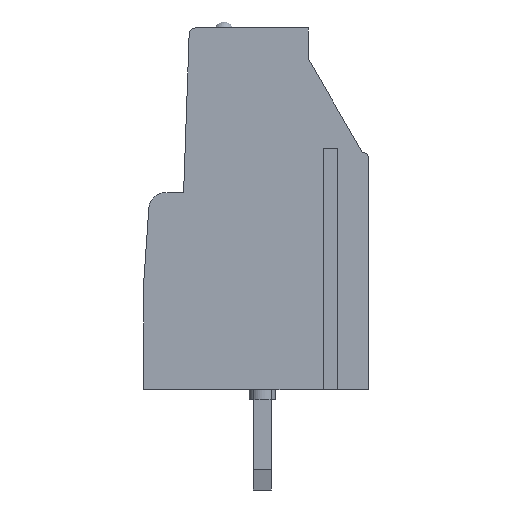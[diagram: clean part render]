
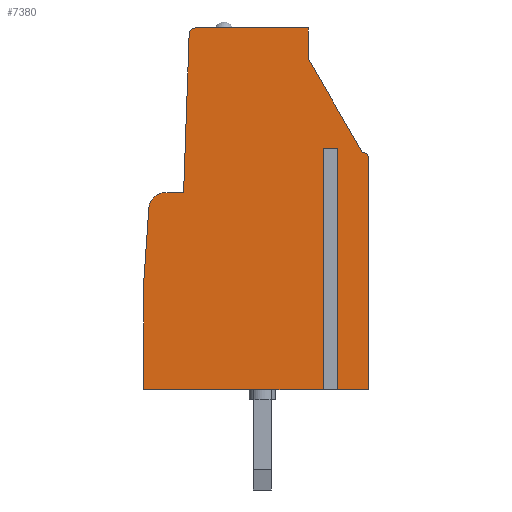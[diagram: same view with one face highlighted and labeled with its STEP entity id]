
A CAD part, left-side view. The second image highlights one B-rep face of the part: STEP entity #7380.
In plain terms, the highlighted face is planar.
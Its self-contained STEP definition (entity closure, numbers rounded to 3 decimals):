
#100=CARTESIAN_POINT('',(-36.604,87.486,
-2.46));
#110=VERTEX_POINT('',#100);
#160=CARTESIAN_POINT('',(-36.19,87.486,-2.46));
#170=DIRECTION('',(-1.,0.,0.));
#180=VECTOR('',#170,1.);
#190=LINE('',#160,#180);
#200=CARTESIAN_POINT('',(-36.19,87.486,-2.46));
#210=VERTEX_POINT('',#200);
#220=EDGE_CURVE('',#210,#110,#190,.T.);
#1230=CARTESIAN_POINT('',(-36.604,75.486,-2.46));
#1240=DIRECTION('',(-1.,0.,0.));
#1250=VECTOR('',#1240,1.);
#1260=LINE('',#1230,#1250);
#1270=CARTESIAN_POINT('',(-36.604,75.486,
-2.46));
#1280=VERTEX_POINT('',#1270);
#1290=CARTESIAN_POINT('',(-45.697,75.486,-2.46));
#1300=VERTEX_POINT('',#1290);
#1310=EDGE_CURVE('',#1280,#1300,#1260,.T.);
#1760=CARTESIAN_POINT('',(-36.19,75.486,
-2.46));
#1770=VERTEX_POINT('',#1760);
#1800=CARTESIAN_POINT('',(-34.497,75.486,-2.46));
#1810=DIRECTION('',(-1.,0.,0.));
#1820=VECTOR('',#1810,1.);
#1830=LINE('',#1800,#1820);
#1840=CARTESIAN_POINT('',(-34.497,75.486,
-2.46));
#1850=VERTEX_POINT('',#1840);
#1860=EDGE_CURVE('',#1850,#1770,#1830,.T.);
#3690=CARTESIAN_POINT('',(-45.697,80.656,-2.46));
#3700=VERTEX_POINT('',#3690);
#3730=CARTESIAN_POINT('',(-45.697,75.486,-2.46));
#3740=DIRECTION('',(0.,1.,0.));
#3750=VECTOR('',#3740,1.);
#3760=LINE('',#3730,#3750);
#3770=EDGE_CURVE('',#1300,#3700,#3760,.T.);
#5910=CARTESIAN_POINT('',(-43.125,93.486,-2.46));
#5920=VERTEX_POINT('',#5910);
#5950=CARTESIAN_POINT('',(-43.125,93.186,-2.46));
#5960=DIRECTION('',(0.,0.,1.));
#5970=DIRECTION('',(0.,1.,0.));
#5980=AXIS2_PLACEMENT_3D('',#5950,#5960,#5970);
#5990=CIRCLE('',#5980,0.3);
#6000=CARTESIAN_POINT('',(-43.425,93.196,-2.46));
#6010=VERTEX_POINT('',#6000);
#6020=EDGE_CURVE('',#5920,#6010,#5990,.T.);
#6250=CARTESIAN_POINT('',(-43.425,93.196,-2.46));
#6260=DIRECTION('',(-0.035,-0.999,0.));
#6270=VECTOR('',#6260,1.);
#6280=LINE('',#6250,#6270);
#6290=CARTESIAN_POINT('',(-43.701,85.286,-2.46));
#6300=VERTEX_POINT('',#6290);
#6310=EDGE_CURVE('',#6010,#6300,#6280,.T.);
#6510=CARTESIAN_POINT('',(-79.995,0.,-2.46));
#6520=DIRECTION('',(0.,0.,-1.));
#6530=DIRECTION('',(-1.,0.,0.));
#6540=AXIS2_PLACEMENT_3D('',#6510,#6520,#6530);
#6550=PLANE('',#6540);
#6560=ORIENTED_EDGE('',*,*,#6020,.T.);
#6570=CARTESIAN_POINT('',(-37.497,93.486,
-2.46));
#6580=DIRECTION('',(-1.,0.,0.));
#6590=VECTOR('',#6580,1.);
#6600=LINE('',#6570,#6590);
#6610=CARTESIAN_POINT('',(-37.497,93.486,
-2.46));
#6620=VERTEX_POINT('',#6610);
#6630=EDGE_CURVE('',#6620,#5920,#6600,.T.);
#6640=ORIENTED_EDGE('',*,*,#6630,.T.);
#6650=CARTESIAN_POINT('',(-37.497,91.962,
-2.46));
#6660=DIRECTION('',(0.,1.,0.));
#6670=VECTOR('',#6660,1.);
#6680=LINE('',#6650,#6670);
#6690=CARTESIAN_POINT('',(-37.497,91.962,
-2.46));
#6700=VERTEX_POINT('',#6690);
#6710=EDGE_CURVE('',#6700,#6620,#6680,.T.);
#6720=ORIENTED_EDGE('',*,*,#6710,.T.);
#6730=CARTESIAN_POINT('',(-34.797,87.286,
-2.46));
#6740=DIRECTION('',(-0.5,0.866,0.));
#6750=VECTOR('',#6740,1.);
#6760=LINE('',#6730,#6750);
#6770=CARTESIAN_POINT('',(-34.797,87.286,
-2.46));
#6780=VERTEX_POINT('',#6770);
#6790=EDGE_CURVE('',#6780,#6700,#6760,.T.);
#6800=ORIENTED_EDGE('',*,*,#6790,.T.);
#6810=CARTESIAN_POINT('',(-34.797,86.986,-2.46));
#6820=DIRECTION('',(0.,0.,1.));
#6830=DIRECTION('',(1.,0.,0.));
#6840=AXIS2_PLACEMENT_3D('',#6810,#6820,#6830);
#6850=CIRCLE('',#6840,0.3);
#6860=CARTESIAN_POINT('',(-34.497,86.986,
-2.46));
#6870=VERTEX_POINT('',#6860);
#6880=EDGE_CURVE('',#6870,#6780,#6850,.T.);
#6890=ORIENTED_EDGE('',*,*,#6880,.T.);
#6900=CARTESIAN_POINT('',(-34.497,75.486,
-2.46));
#6910=DIRECTION('',(0.,1.,0.));
#6920=VECTOR('',#6910,1.);
#6930=LINE('',#6900,#6920);
#6940=EDGE_CURVE('',#1850,#6870,#6930,.T.);
#6950=ORIENTED_EDGE('',*,*,#6940,.T.);
#6960=ORIENTED_EDGE('',*,*,#1860,.F.);
#6970=CARTESIAN_POINT('',(-36.19,75.486,-2.46));
#6980=DIRECTION('',(0.,1.,0.));
#6990=VECTOR('',#6980,1.);
#7000=LINE('',#6970,#6990);
#7010=EDGE_CURVE('',#1770,#210,#7000,.T.);
#7020=ORIENTED_EDGE('',*,*,#7010,.F.);
#7030=ORIENTED_EDGE('',*,*,#220,.F.);
#7040=CARTESIAN_POINT('',(-36.604,75.486,
-2.46));
#7050=DIRECTION('',(0.,1.,0.));
#7060=VECTOR('',#7050,1.);
#7070=LINE('',#7040,#7060);
#7080=EDGE_CURVE('',#1280,#110,#7070,.T.);
#7090=ORIENTED_EDGE('',*,*,#7080,.T.);
#7100=ORIENTED_EDGE('',*,*,#1310,.F.);
#7110=ORIENTED_EDGE('',*,*,#3770,.F.);
#7120=CARTESIAN_POINT('',(-45.429,84.541,-2.46));
#7130=DIRECTION('',(-0.069,-0.998,
0.));
#7140=VECTOR('',#7130,1.);
#7150=LINE('',#7120,#7140);
#7160=CARTESIAN_POINT('',(-45.429,84.541,-2.46));
#7170=VERTEX_POINT('',#7160);
#7180=EDGE_CURVE('',#7170,#3700,#7150,.T.);
#7190=ORIENTED_EDGE('',*,*,#7180,.T.);
#7200=CARTESIAN_POINT('',(-44.631,84.486,-2.46));
#7210=DIRECTION('',(0.,0.,1.));
#7220=DIRECTION('',(0.,1.,0.));
#7230=AXIS2_PLACEMENT_3D('',#7200,#7210,#7220);
#7240=CIRCLE('',#7230,0.8);
#7250=CARTESIAN_POINT('',(-44.631,85.286,-2.46));
#7260=VERTEX_POINT('',#7250);
#7270=EDGE_CURVE('',#7260,#7170,#7240,.T.);
#7280=ORIENTED_EDGE('',*,*,#7270,.T.);
#7290=CARTESIAN_POINT('',(-44.631,85.286,-2.46));
#7300=DIRECTION('',(1.,0.,0.));
#7310=VECTOR('',#7300,1.);
#7320=LINE('',#7290,#7310);
#7330=EDGE_CURVE('',#7260,#6300,#7320,.T.);
#7340=ORIENTED_EDGE('',*,*,#7330,.F.);
#7350=ORIENTED_EDGE('',*,*,#6310,.T.);
#7360=EDGE_LOOP('',(#7350,#7340,#7280,#7190,#7110,#7100,#7090,#7030,
#7020,#6960,#6950,#6890,#6800,#6720,#6640,#6560));
#7370=FACE_OUTER_BOUND('',#7360,.T.);
#7380=ADVANCED_FACE('',(#7370),#6550,.F.);
